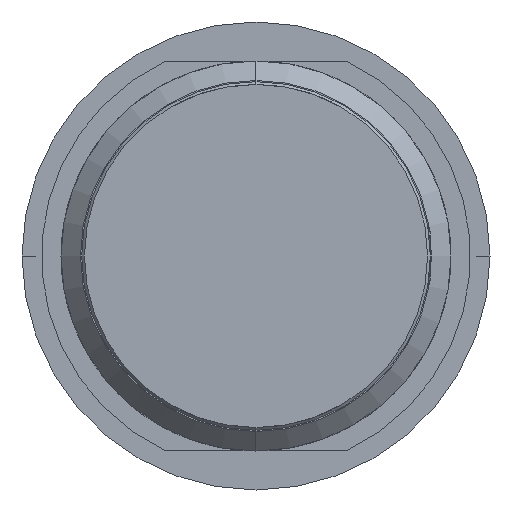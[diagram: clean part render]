
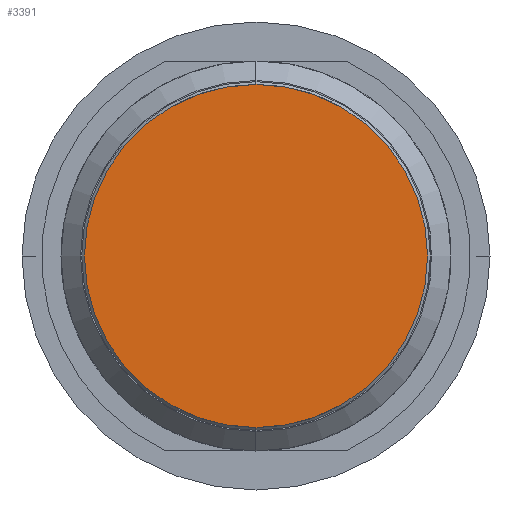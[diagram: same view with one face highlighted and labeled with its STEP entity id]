
A CAD part, front view. The second image highlights one B-rep face of the part: STEP entity #3391.
In plain terms, the highlighted planar face has unit normal (0, -1, 0).
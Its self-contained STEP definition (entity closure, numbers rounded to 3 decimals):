
#463 = CIRCLE ( 'NONE', #574, 2.2 ) ;
#536 = DIRECTION ( 'NONE',  ( 0., -1., 0. ) ) ;
#574 = AXIS2_PLACEMENT_3D ( 'NONE', #2891, #1593, #2873 ) ;
#610 = DIRECTION ( 'NONE',  ( 0., 1., 0. ) ) ;
#803 = EDGE_CURVE ( 'Defeature ausgef�hrt1_15+Defeature ausgef�hrt1_22+Defeature ausgef�hrt1_22+Defeature ausgef�hrt1_22', #2805, #2738, #2416, .T. ) ;
#1047 = ORIENTED_EDGE ( 'NONE', *, *, #803, .T. ) ;
#1593 = DIRECTION ( 'NONE',  ( 0., -1., 0. ) ) ;
#1828 = AXIS2_PLACEMENT_3D ( 'NONE', #3084, #610, #3392 ) ;
#1869 = CARTESIAN_POINT ( 'NONE',  ( -2.2, 0., 0. ) ) ;
#1952 = EDGE_CURVE ( 'Defeature ausgef�hrt1_15+Defeature ausgef�hrt1_22+Defeature ausgef�hrt1_22+Defeature ausgef�hrt1_22', #2738, #2805, #463, .T. ) ;
#2321 = FACE_OUTER_BOUND ( 'NONE', #3773, .T. ) ;
#2416 = CIRCLE ( 'NONE', #3078, 2.2 ) ;
#2664 = DIRECTION ( 'NONE',  ( -1., 0., 0. ) ) ;
#2738 = VERTEX_POINT ( 'NONE', #3364 ) ;
#2805 = VERTEX_POINT ( 'NONE', #1869 ) ;
#2873 = DIRECTION ( 'NONE',  ( -1., 0., 0. ) ) ;
#2891 = CARTESIAN_POINT ( 'NONE',  ( 0., 0., 0. ) ) ;
#3055 = ORIENTED_EDGE ( 'NONE', *, *, #1952, .T. ) ;
#3078 = AXIS2_PLACEMENT_3D ( 'NONE', #3945, #536, #2664 ) ;
#3084 = CARTESIAN_POINT ( 'NONE',  ( 0., 0., -1.9 ) ) ;
#3364 = CARTESIAN_POINT ( 'NONE',  ( 2.2, 0., 0. ) ) ;
#3391 = ADVANCED_FACE ( 'Defeature ausgef�hrt1_15', ( #2321 ), #4060, .F. ) ;
#3392 = DIRECTION ( 'NONE',  ( 1., 0., 0. ) ) ;
#3773 = EDGE_LOOP ( 'NONE', ( #1047, #3055 ) ) ;
#3945 = CARTESIAN_POINT ( 'NONE',  ( 0., 0., 0. ) ) ;
#4060 = PLANE ( 'NONE',  #1828 ) ;
